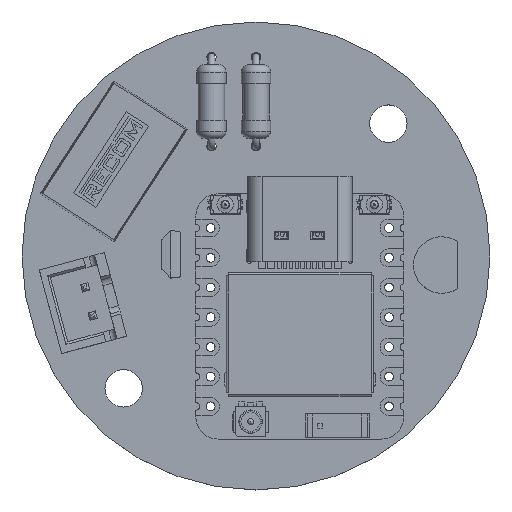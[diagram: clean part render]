
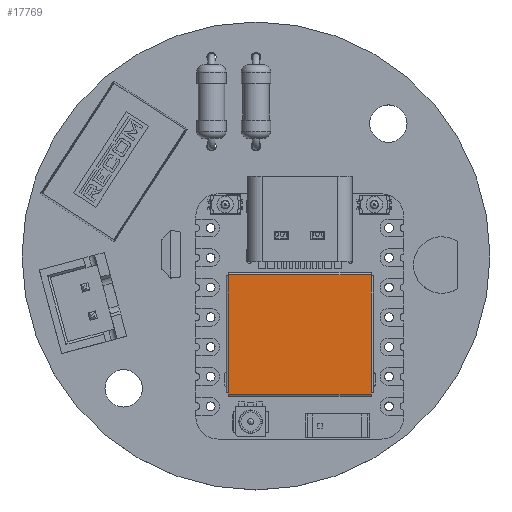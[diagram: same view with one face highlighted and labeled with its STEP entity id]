
A CAD part, top view. The second image highlights one B-rep face of the part: STEP entity #17769.
In plain terms, the highlighted face is planar.
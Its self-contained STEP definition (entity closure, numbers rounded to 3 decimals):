
#16681 = VERTEX_POINT('',#16682);
#16682 = CARTESIAN_POINT('',(5.272,3.,
    -12.211));
#16688 = EDGE_CURVE('',#16681,#16689,#16691,.T.);
#16689 = VERTEX_POINT('',#16690);
#16690 = CARTESIAN_POINT('',(5.372,3.,
    -12.211));
#16691 = LINE('',#16692,#16693);
#16692 = CARTESIAN_POINT('',(-1.462,3.,
    -12.211));
#16693 = VECTOR('',#16694,1.);
#16694 = DIRECTION('',(1.,0.,0.));
#17003 = VERTEX_POINT('',#17004);
#17004 = CARTESIAN_POINT('',(5.272,3.,
    -0.011));
#17237 = VERTEX_POINT('',#17238);
#17238 = CARTESIAN_POINT('',(-4.728,3.,
    -12.211));
#17346 = VERTEX_POINT('',#17347);
#17347 = CARTESIAN_POINT('',(-4.728,3.,
    -0.011));
#17379 = EDGE_CURVE('',#17346,#17003,#17380,.T.);
#17380 = LINE('',#17381,#17382);
#17381 = CARTESIAN_POINT('',(-1.362,3.,
    -0.011));
#17382 = VECTOR('',#17383,1.);
#17383 = DIRECTION('',(1.,0.,0.));
#17396 = VERTEX_POINT('',#17397);
#17397 = CARTESIAN_POINT('',(-4.828,3.,
    -0.011));
#17404 = EDGE_CURVE('',#17396,#17405,#17407,.T.);
#17405 = VERTEX_POINT('',#17406);
#17406 = CARTESIAN_POINT('',(-4.828,3.,
    -12.211));
#17407 = LINE('',#17408,#17409);
#17408 = CARTESIAN_POINT('',(-4.828,3.,
    -9.223));
#17409 = VECTOR('',#17410,1.);
#17410 = DIRECTION('',(0.,0.,-1.));
#17498 = EDGE_CURVE('',#17237,#16681,#17499,.T.);
#17499 = LINE('',#17500,#17501);
#17500 = CARTESIAN_POINT('',(-1.462,3.,
    -12.211));
#17501 = VECTOR('',#17502,1.);
#17502 = DIRECTION('',(1.,0.,0.));
#17568 = VERTEX_POINT('',#17569);
#17569 = CARTESIAN_POINT('',(5.372,3.,
    -0.011));
#17576 = EDGE_CURVE('',#17003,#17568,#17577,.T.);
#17577 = LINE('',#17578,#17579);
#17578 = CARTESIAN_POINT('',(-1.362,3.,
    -0.011));
#17579 = VECTOR('',#17580,1.);
#17580 = DIRECTION('',(1.,0.,0.));
#17636 = EDGE_CURVE('',#17405,#17237,#17637,.T.);
#17637 = LINE('',#17638,#17639);
#17638 = CARTESIAN_POINT('',(-1.462,3.,
    -12.211));
#17639 = VECTOR('',#17640,1.);
#17640 = DIRECTION('',(1.,0.,0.));
#17682 = EDGE_CURVE('',#17396,#17346,#17683,.T.);
#17683 = LINE('',#17684,#17685);
#17684 = CARTESIAN_POINT('',(-1.362,3.,
    -0.011));
#17685 = VECTOR('',#17686,1.);
#17686 = DIRECTION('',(1.,0.,0.));
#17757 = EDGE_CURVE('',#16689,#17568,#17758,.T.);
#17758 = LINE('',#17759,#17760);
#17759 = CARTESIAN_POINT('',(5.372,3.,
    -3.));
#17760 = VECTOR('',#17761,1.);
#17761 = DIRECTION('',(0.,0.,1.));
#17769 = ADVANCED_FACE('',(#17770),#17780,.T.);
#17770 = FACE_BOUND('',#17771,.T.);
#17771 = EDGE_LOOP('',(#17772,#17773,#17774,#17775,#17776,#17777,#17778,
    #17779));
#17772 = ORIENTED_EDGE('',*,*,#17757,.F.);
#17773 = ORIENTED_EDGE('',*,*,#16688,.F.);
#17774 = ORIENTED_EDGE('',*,*,#17498,.F.);
#17775 = ORIENTED_EDGE('',*,*,#17636,.F.);
#17776 = ORIENTED_EDGE('',*,*,#17404,.F.);
#17777 = ORIENTED_EDGE('',*,*,#17682,.T.);
#17778 = ORIENTED_EDGE('',*,*,#17379,.T.);
#17779 = ORIENTED_EDGE('',*,*,#17576,.T.);
#17780 = PLANE('',#17781);
#17781 = AXIS2_PLACEMENT_3D('',#17782,#17783,#17784);
#17782 = CARTESIAN_POINT('',(1.804,3.,
    -6.111));
#17783 = DIRECTION('',(0.,1.,0.));
#17784 = DIRECTION('',(0.,-0.,1.));
